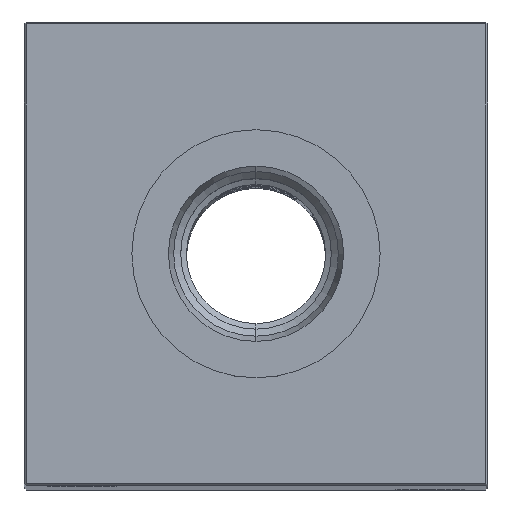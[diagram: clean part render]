
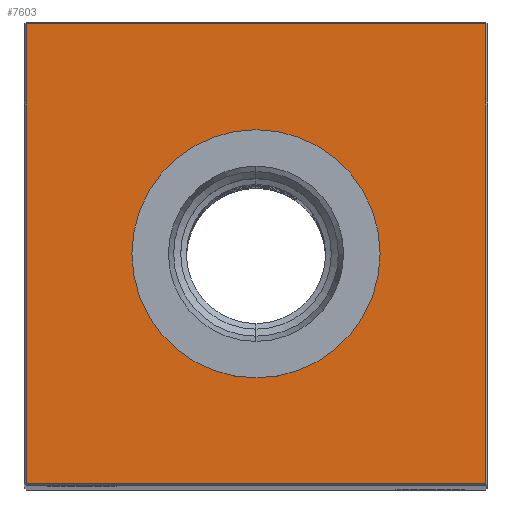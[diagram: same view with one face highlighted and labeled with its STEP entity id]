
A CAD part, top view. The second image highlights one B-rep face of the part: STEP entity #7603.
In plain terms, the highlighted planar face has unit normal (0, 0, 1).
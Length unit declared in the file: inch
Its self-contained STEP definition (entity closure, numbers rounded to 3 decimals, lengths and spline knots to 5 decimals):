
#139 = DIRECTION ( 'NONE',  ( 0., 0., -1. ) ) ;
#156 = AXIS2_PLACEMENT_3D ( 'NONE', #15970, #139, #4565 ) ;
#573 = DIRECTION ( 'NONE',  ( 0., 0., -1. ) ) ;
#1555 = VERTEX_POINT ( 'NONE', #2358 ) ;
#2358 = CARTESIAN_POINT ( 'NONE',  ( -1.24, -1.24, 13.75 ) ) ;
#2521 = VERTEX_POINT ( 'NONE', #29580 ) ;
#2817 = AXIS2_PLACEMENT_3D ( 'NONE', #20267, #15709, #18436 ) ;
#3772 = ORIENTED_EDGE ( 'NONE', *, *, #22436, .T. ) ;
#3913 = CARTESIAN_POINT ( 'NONE',  ( -1.24, 0., 13.75 ) ) ;
#4101 = ORIENTED_EDGE ( 'NONE', *, *, #26935, .T. ) ;
#4254 = CARTESIAN_POINT ( 'NONE',  ( 1.24, -1.24, 13.75 ) ) ;
#4377 = DIRECTION ( 'NONE',  ( 0., -1., 0. ) ) ;
#4565 = DIRECTION ( 'NONE',  ( -1., 0., 0. ) ) ;
#5606 = ORIENTED_EDGE ( 'NONE', *, *, #6654, .T. ) ;
#5640 = CIRCLE ( 'NONE', #21694, 0.66929 ) ;
#6556 = EDGE_CURVE ( 'NONE', #12223, #2521, #22506, .T. ) ;
#6654 = EDGE_CURVE ( 'NONE', #22041, #20820, #5640, .T. ) ;
#6666 = DIRECTION ( 'NONE',  ( -1., 0., 0. ) ) ;
#7430 = CARTESIAN_POINT ( 'NONE',  ( 0., 0., 13.75 ) ) ;
#7603 = ADVANCED_FACE ( 'NONE', ( #13737, #16165 ), #23181, .F. ) ;
#7844 = EDGE_CURVE ( 'NONE', #15494, #12223, #27293, .T. ) ;
#7914 = CARTESIAN_POINT ( 'NONE',  ( 0., -1.24, 13.75 ) ) ;
#8482 = LINE ( 'NONE', #3913, #26789 ) ;
#9797 = EDGE_LOOP ( 'NONE', ( #23186, #4101, #24450, #16572 ) ) ;
#10200 = LINE ( 'NONE', #7914, #17261 ) ;
#10776 = CARTESIAN_POINT ( 'NONE',  ( 0., 1.24, 13.75 ) ) ;
#11942 = CARTESIAN_POINT ( 'NONE',  ( 1.24, 1.24, 13.75 ) ) ;
#12223 = VERTEX_POINT ( 'NONE', #11942 ) ;
#12946 = VECTOR ( 'NONE', #20570, 39.37008 ) ;
#13737 = FACE_OUTER_BOUND ( 'NONE', #9797, .T. ) ;
#13757 = CIRCLE ( 'NONE', #156, 0.66929 ) ;
#15494 = VERTEX_POINT ( 'NONE', #4254 ) ;
#15709 = DIRECTION ( 'NONE',  ( 0., 0., -1. ) ) ;
#15970 = CARTESIAN_POINT ( 'NONE',  ( 0., 0., 13.75 ) ) ;
#15979 = CARTESIAN_POINT ( 'NONE',  ( 0., -0.66929, 13.75 ) ) ;
#16165 = FACE_BOUND ( 'NONE', #28067, .T. ) ;
#16572 = ORIENTED_EDGE ( 'NONE', *, *, #6556, .T. ) ;
#17261 = VECTOR ( 'NONE', #19463, 39.37008 ) ;
#18436 = DIRECTION ( 'NONE',  ( -1., 0., 0. ) ) ;
#19463 = DIRECTION ( 'NONE',  ( 1., 0., 0. ) ) ;
#19510 = CARTESIAN_POINT ( 'NONE',  ( 0., 0.66929, 13.75 ) ) ;
#20267 = CARTESIAN_POINT ( 'NONE',  ( 0., 0., 13.75 ) ) ;
#20570 = DIRECTION ( 'NONE',  ( 0., 1., 0. ) ) ;
#20820 = VERTEX_POINT ( 'NONE', #15979 ) ;
#21694 = AXIS2_PLACEMENT_3D ( 'NONE', #7430, #573, #28422 ) ;
#22041 = VERTEX_POINT ( 'NONE', #19510 ) ;
#22436 = EDGE_CURVE ( 'NONE', #20820, #22041, #13757, .T. ) ;
#22506 = LINE ( 'NONE', #10776, #29951 ) ;
#22886 = CARTESIAN_POINT ( 'NONE',  ( 1.24, 0., 13.75 ) ) ;
#23181 = PLANE ( 'NONE',  #2817 ) ;
#23186 = ORIENTED_EDGE ( 'NONE', *, *, #30004, .T. ) ;
#24450 = ORIENTED_EDGE ( 'NONE', *, *, #7844, .T. ) ;
#26789 = VECTOR ( 'NONE', #4377, 39.37008 ) ;
#26935 = EDGE_CURVE ( 'NONE', #1555, #15494, #10200, .T. ) ;
#27293 = LINE ( 'NONE', #22886, #12946 ) ;
#28067 = EDGE_LOOP ( 'NONE', ( #5606, #3772 ) ) ;
#28422 = DIRECTION ( 'NONE',  ( -1., 0., 0. ) ) ;
#29580 = CARTESIAN_POINT ( 'NONE',  ( -1.24, 1.24, 13.75 ) ) ;
#29951 = VECTOR ( 'NONE', #6666, 39.37008 ) ;
#30004 = EDGE_CURVE ( 'NONE', #2521, #1555, #8482, .T. ) ;
